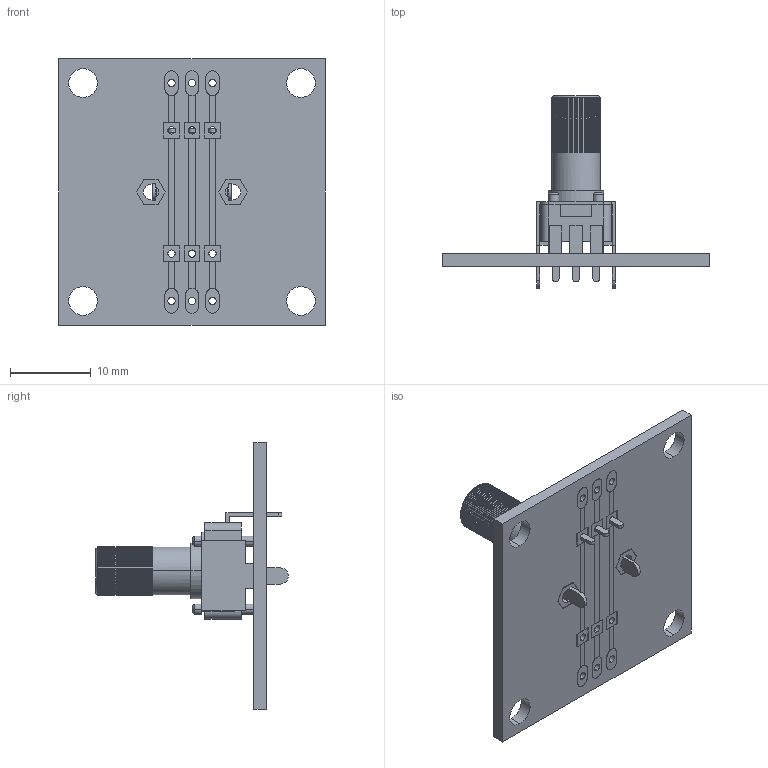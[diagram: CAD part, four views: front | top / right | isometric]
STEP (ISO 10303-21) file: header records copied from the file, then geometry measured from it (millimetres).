
FILE_DESCRIPTION (( 'STEP AP203' ), '1' );
FILE_NAME ('605124 assembly.STEP', '2015-04-16T19:10:29', ( 'Kyle' ), ( 'Microsoft' ), 'SwSTEP 2.0', 'SolidWorks 2014', '' );
FILE_SCHEMA (( 'CONFIG_CONTROL_DESIGN' ));
Length unit declared in the file: inch
Products named in the file (3): 605124; potentiometer (feature recognize); 605124 assembly
Assembly tree (2 placements, depth 2):
  605124 assembly
    605124
    potentiometer (feature recognize)
Bounding box: 33.02 x 23.8 x 33.02 mm (x, y, z)
Volume: 1586.9 mm3; surface area: 3673.8 mm2
Topology: 1 solids, 92 shells, 794 faces, 2263 edges, 1588 vertices
Faces by surface type: plane 566, cylinder 118, cone 98, torus 8, bspline 4
Entity records: 26617 total; most frequent: CARTESIAN_POINT 5813, ORIENTED_EDGE 4256, DIRECTION 4054, EDGE_CURVE 2263, VERTEX_POINT 1588, AXIS2_PLACEMENT_3D 1365, VECTOR 1324, LINE 1324
